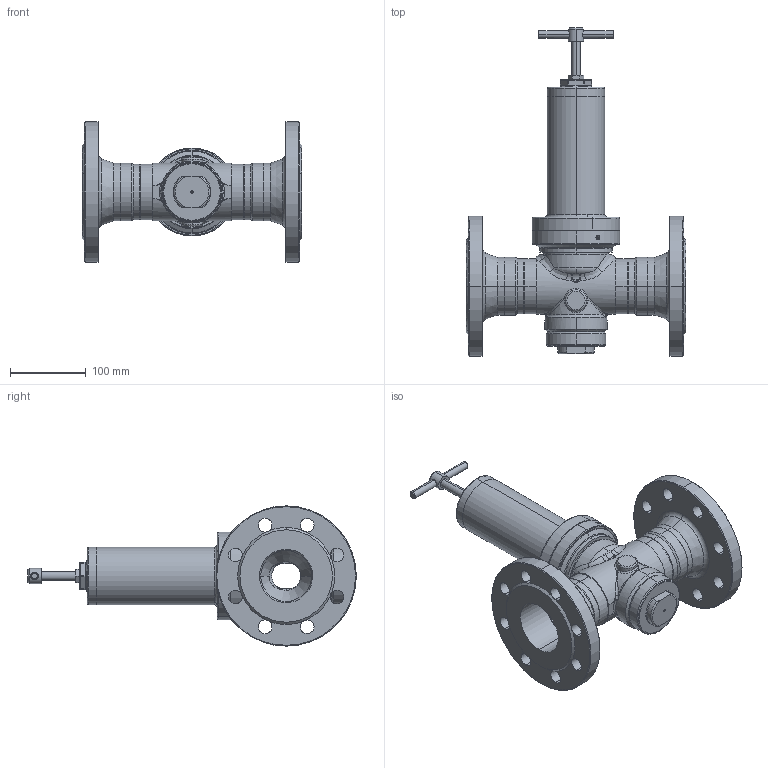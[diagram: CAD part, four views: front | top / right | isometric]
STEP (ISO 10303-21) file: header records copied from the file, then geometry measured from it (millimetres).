
FILE_DESCRIPTION (( 'STEP AP203' ), '1' );
FILE_NAME ('Typ 81 BG III D065I.STEP', '2019-10-10T05:58:19', ( '' ), ( '' ), 'SwSTEP 2.0', 'SolidWorks 2016', '' );
FILE_SCHEMA (( 'CONFIG_CONTROL_DESIGN' ));
Length unit declared in the file: millimetre
Products named in the file (1): Typ 81 BG III D065I
Bounding box: 290 x 433.5 x 185 mm (x, y, z)
Volume: 1832485.8 mm3; surface area: 462207.3 mm2
Topology: 12 solids, 12 shells, 570 faces, 1313 edges, 777 vertices
Faces by surface type: cylinder 214, cone 133, torus 104, plane 77, bspline 34, sphere 8
Entity records: 20474 total; most frequent: CARTESIAN_POINT 7391, DIRECTION 2939, ORIENTED_EDGE 2614, EDGE_CURVE 1307, AXIS2_PLACEMENT_3D 1293, VERTEX_POINT 777, CIRCLE 756, EDGE_LOOP 644
